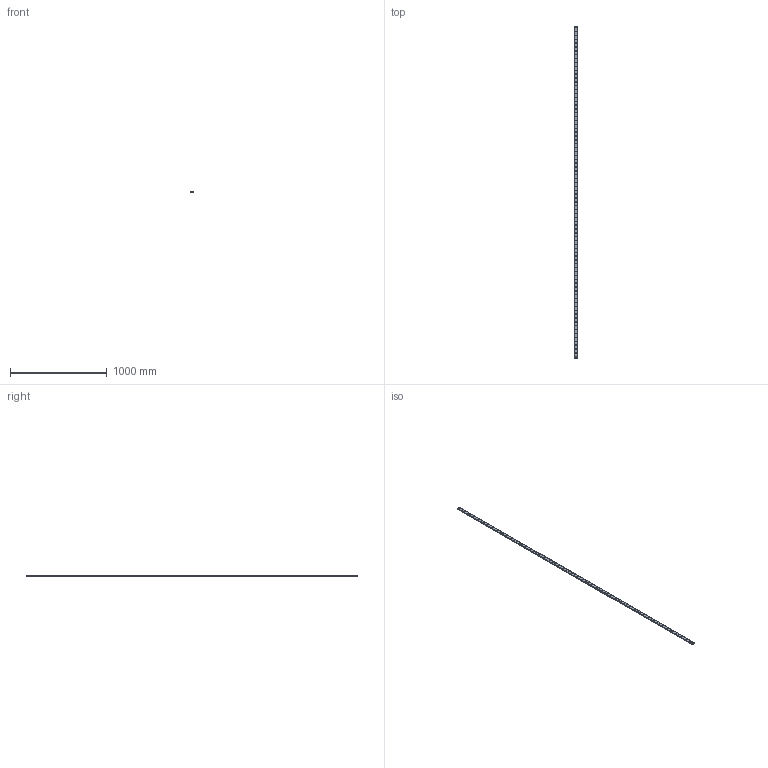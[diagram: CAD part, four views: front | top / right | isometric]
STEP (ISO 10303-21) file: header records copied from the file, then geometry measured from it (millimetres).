
FILE_DESCRIPTION(('STEP AP214'),'1');
FILE_NAME('cctmp_F5C43C32-5B52-4252-A604-DCED81D52681_2021_03_02_12_15_07_0680..stp','2021-03-02T11:15:08',('HIWIN GmbH'),('CADClick - www.CADClick.com'),'Spatial InterOp 3D',' ','unknown authorization');
FILE_SCHEMA(('AUTOMOTIVE_DESIGN'));
Length unit declared in the file: millimetre
Products named in the file (1): WER17R3430H_FILE
Bounding box: 33 x 3430 x 9.3 mm (x, y, z)
Volume: 947272.1 mm3; surface area: 335293.8 mm2
Topology: 1 solids, 1 shells, 1651 faces, 3387 edges, 2258 vertices
Faces by surface type: cylinder 1050, plane 601
Entity records: 57813 total; most frequent: DIRECTION 8791, CARTESIAN_POINT 7297, ORIENTED_EDGE 6774, AXIS2_PLACEMENT_3D 3752, EDGE_CURVE 3387, VERTEX_POINT 2258, EDGE_LOOP 2171, CIRCLE 2100
